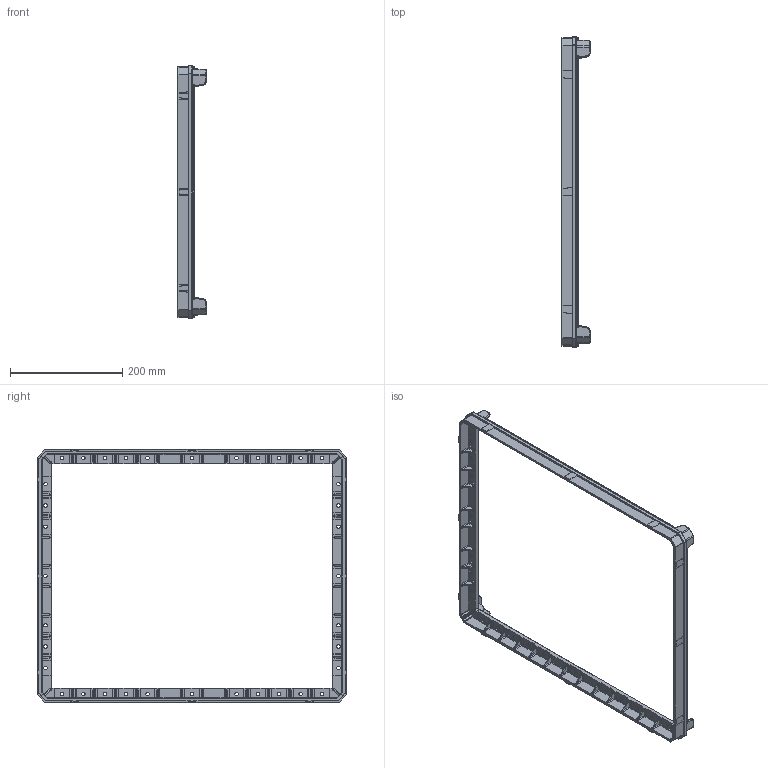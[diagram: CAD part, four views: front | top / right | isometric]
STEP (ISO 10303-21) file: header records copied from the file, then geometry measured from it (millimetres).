
FILE_DESCRIPTION (( 'STEP AP214' ), '1' );
FILE_NAME ('GSR2016-P10.STEP', '2019-08-12T13:45:32', ( '' ), ( '' ), 'SwSTEP 2.0', 'SolidWorks 2018', '' );
FILE_SCHEMA (( 'AUTOMOTIVE_DESIGN' ));
Products named in the file (1): GSR2016-P10
Bounding box: 50.04 x 552.91 x 451.3 mm (x, y, z)
Volume: 528959.4 mm3; surface area: 232033.5 mm2
Topology: 1 solids, 1 shells, 2139 faces, 5334 edges, 3156 vertices
Faces by surface type: cylinder 784, bspline 723, plane 469, cone 163
Entity records: 120651 total; most frequent: CARTESIAN_POINT 78207, ORIENTED_EDGE 10236, DIRECTION 6726, EDGE_CURVE 5118, VERTEX_POINT 3056, AXIS2_PLACEMENT_3D 2423, EDGE_LOOP 2288, FACE_OUTER_BOUND 2179
